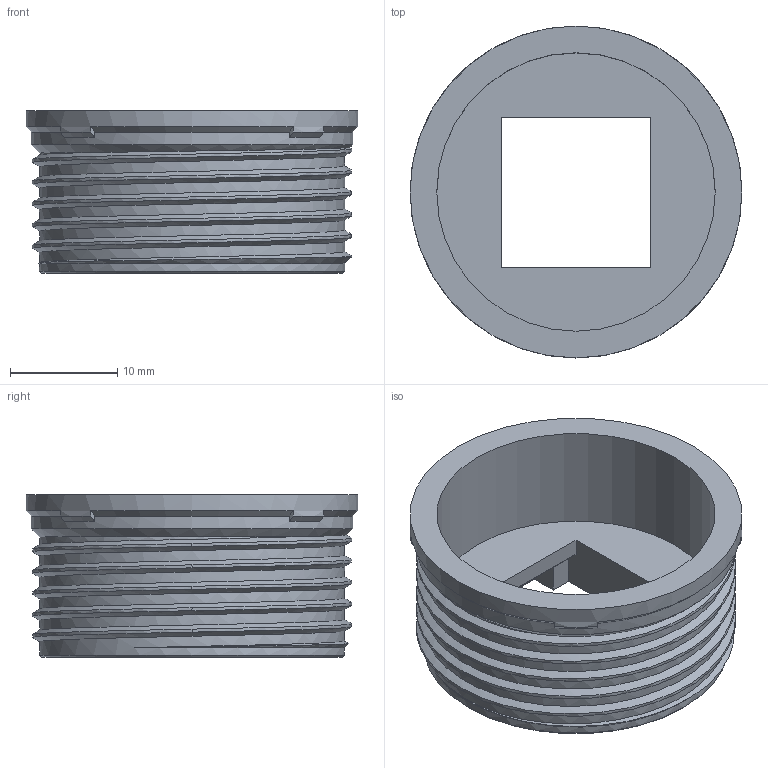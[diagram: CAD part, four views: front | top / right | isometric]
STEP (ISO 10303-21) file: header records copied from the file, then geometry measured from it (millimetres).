
FILE_DESCRIPTION(/* description */ ('','CAx-IF Rec.Pracs.---Representation and Presentation of Product Manufacturing Information (PMI)---4.0---2014-10-13'),/* implementation_level */ '2;1');
FILE_NAME(/* name */ 'OSBMX v2 - 30mm - Main Body.step',/* time_stamp */ '2025-02-23T10:20:18-05:00',/* author */ (''),/* organization */ (''),/* preprocessor_version */ 'ST-DEVELOPER v20',/* originating_system */ 'Autodesk Translation Framework v13.20.0.188',/* authorisation */ '');
FILE_SCHEMA (('AP242_MANAGED_MODEL_BASED_3D_ENGINEERING_MIM_LF { 1 0 10303 442 1 1 4 }'));
Length unit declared in the file: millimetre
Products named in the file (1): cherry mx v28
Bounding box: 31 x 31 x 15.2 mm (x, y, z)
Volume: 3732.1 mm3; surface area: 3932.9 mm2
Topology: 1 solids, 1 shells, 62 faces, 173 edges, 116 vertices
Faces by surface type: plane 30, cylinder 17, cone 13, bspline 2
Full cylindrical faces by diameter (mm): 1.8 x2, 26 x1, 28.5 x5, 29.822 x4, 30 x1, 31 x1
Entity records: 3914 total; most frequent: CARTESIAN_POINT 2356, ORIENTED_EDGE 346, DIRECTION 284, EDGE_CURVE 173, VERTEX_POINT 116, AXIS2_PLACEMENT_3D 100, LINE 84, VECTOR 84
